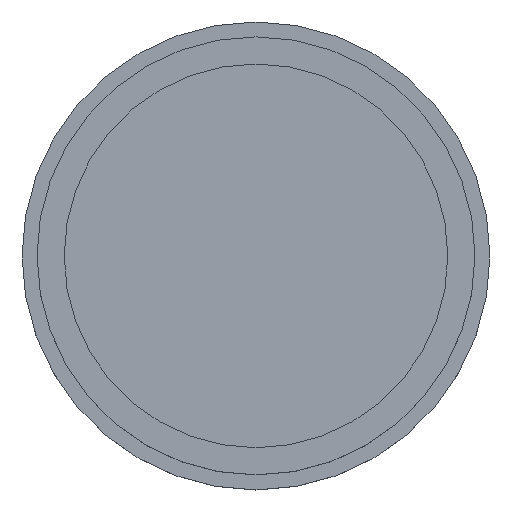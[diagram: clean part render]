
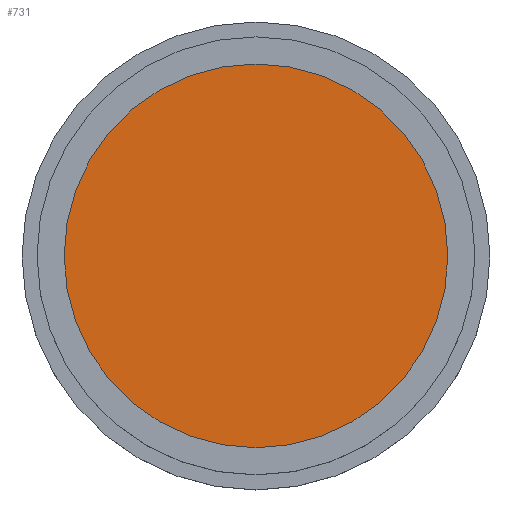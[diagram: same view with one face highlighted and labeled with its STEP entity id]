
A CAD part, top view. The second image highlights one B-rep face of the part: STEP entity #731.
In plain terms, the highlighted planar face has unit normal (0, 0, 1).
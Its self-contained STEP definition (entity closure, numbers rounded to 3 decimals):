
#196=CARTESIAN_POINT('',(0.,0.,16.125));
#197=DIRECTION('',(0.,0.,1.));
#198=DIRECTION('',(1.,0.,0.));
#199=AXIS2_PLACEMENT_3D('',#196,#197,#198);
#201=CARTESIAN_POINT('',(0.,0.,16.125));
#202=DIRECTION('',(0.,0.,1.));
#203=DIRECTION('',(-1.,0.,0.));
#204=AXIS2_PLACEMENT_3D('',#201,#202,#203);
#256=CARTESIAN_POINT('',(10.25,0.,16.125));
#258=VERTEX_POINT('',#256);
#260=CARTESIAN_POINT('',(-10.25,0.,16.125));
#261=VERTEX_POINT('',#260);
#722=CARTESIAN_POINT('',(0.,0.,16.125));
#723=DIRECTION('',(0.,0.,1.));
#724=DIRECTION('',(1.,0.,0.));
#725=AXIS2_PLACEMENT_3D('',#722,#723,#724);
#726=PLANE('',#725);
#727=ORIENTED_EDGE('',*,*,#678,.F.);
#728=ORIENTED_EDGE('',*,*,#705,.F.);
#729=EDGE_LOOP('',(#727,#728));
#730=FACE_OUTER_BOUND('',#729,.F.);
#731=ADVANCED_FACE('',(#730),#726,.T.);
#200=CIRCLE('',#199,10.25);
#205=CIRCLE('',#204,10.25);
#678=EDGE_CURVE('',#258,#261,#200,.T.);
#705=EDGE_CURVE('',#261,#258,#205,.T.);
